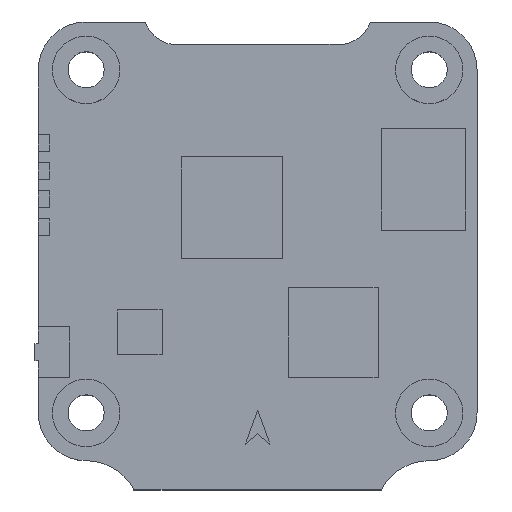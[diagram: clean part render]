
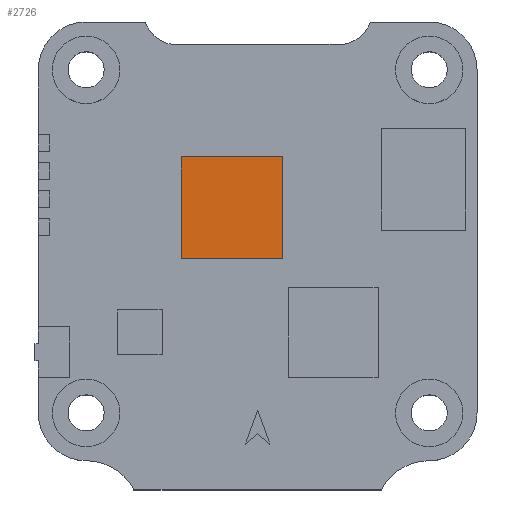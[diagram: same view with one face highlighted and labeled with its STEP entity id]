
A CAD part, top view. The second image highlights one B-rep face of the part: STEP entity #2726.
In plain terms, the highlighted planar face has unit normal (0, 0, 1).
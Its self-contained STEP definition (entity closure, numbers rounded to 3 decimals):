
#288=FACE_OUTER_BOUND('',#452,.T.);
#452=EDGE_LOOP('',(#2216,#2217,#2218,#2219));
#786=LINE('',#4319,#1092);
#788=LINE('',#4323,#1094);
#790=LINE('',#4327,#1096);
#792=LINE('',#4330,#1098);
#1092=VECTOR('',#3497,10.);
#1094=VECTOR('',#3501,10.);
#1096=VECTOR('',#3505,10.);
#1098=VECTOR('',#3509,10.);
#1334=VERTEX_POINT('',#4316);
#1335=VERTEX_POINT('',#4318);
#1336=VERTEX_POINT('',#4322);
#1337=VERTEX_POINT('',#4326);
#1659=EDGE_CURVE('',#1335,#1334,#786,.T.);
#1661=EDGE_CURVE('',#1336,#1335,#788,.T.);
#1663=EDGE_CURVE('',#1337,#1336,#790,.T.);
#1665=EDGE_CURVE('',#1334,#1337,#792,.T.);
#2216=ORIENTED_EDGE('',*,*,#1665,.T.);
#2217=ORIENTED_EDGE('',*,*,#1663,.T.);
#2218=ORIENTED_EDGE('',*,*,#1661,.T.);
#2219=ORIENTED_EDGE('',*,*,#1659,.T.);
#2599=PLANE('',#2916);
#2726=ADVANCED_FACE('',(#288),#2599,.T.);
#2916=AXIS2_PLACEMENT_3D('',#4331,#3510,#3511);
#3497=DIRECTION('',(0.,-1.,0.));
#3501=DIRECTION('',(-1.,0.,0.));
#3505=DIRECTION('',(0.,1.,0.));
#3509=DIRECTION('',(1.,0.,0.));
#3510=DIRECTION('center_axis',(0.,0.,1.));
#3511=DIRECTION('ref_axis',(1.,0.,0.));
#4316=CARTESIAN_POINT('',(-6.8,-1.5,2.6));
#4318=CARTESIAN_POINT('',(-6.8,7.5,2.6));
#4319=CARTESIAN_POINT('',(-6.8,-1.5,2.6));
#4322=CARTESIAN_POINT('',(2.2,7.5,2.6));
#4323=CARTESIAN_POINT('',(-6.8,7.5,2.6));
#4326=CARTESIAN_POINT('',(2.2,-1.5,2.6));
#4327=CARTESIAN_POINT('',(2.2,7.5,2.6));
#4330=CARTESIAN_POINT('',(2.2,-1.5,2.6));
#4331=CARTESIAN_POINT('Origin',(-2.3,3.,2.6));
